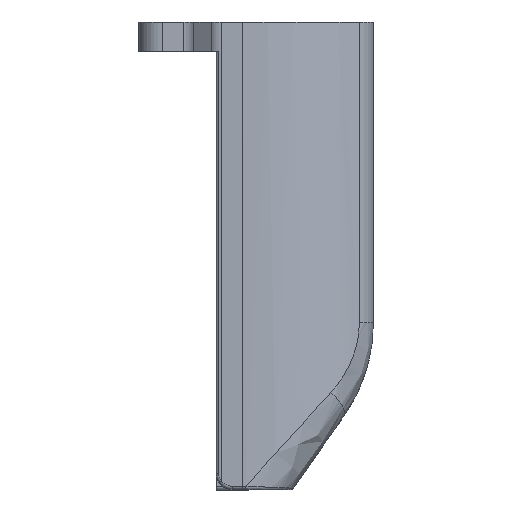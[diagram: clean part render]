
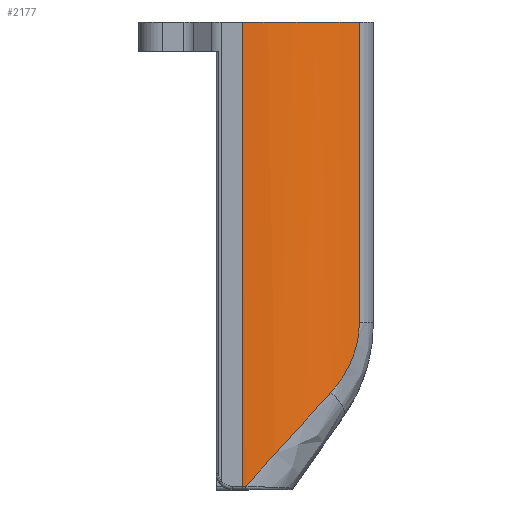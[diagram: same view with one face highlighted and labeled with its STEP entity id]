
A CAD part, top view. The second image highlights one B-rep face of the part: STEP entity #2177.
In plain terms, the highlighted cylindrical face has radius 22 mm (diameter 44 mm), a partial arc.
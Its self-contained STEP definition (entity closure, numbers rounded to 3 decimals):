
#47=CYLINDRICAL_SURFACE('',#2398,22.);
#89=ELLIPSE('',#2331,32.763,22.);
#126=CIRCLE('',#2267,22.);
#180=CIRCLE('',#2384,22.);
#238=B_SPLINE_CURVE_WITH_KNOTS('',3,(#3695,#3696,#3697,#3698,#3699),
 .UNSPECIFIED.,.F.,.F.,(4,1,4),(0.,0.537,0.94),
 .UNSPECIFIED.);
#367=FACE_OUTER_BOUND('',#499,.T.);
#499=EDGE_LOOP('',(#1780,#1781,#1782,#1783,#1784,#1785));
#658=LINE('',#4285,#808);
#659=LINE('',#4287,#809);
#808=VECTOR('',#2890,10.);
#809=VECTOR('',#2893,10.);
#896=VERTEX_POINT('',#3252);
#897=VERTEX_POINT('',#3254);
#968=VERTEX_POINT('',#3691);
#969=VERTEX_POINT('',#3693);
#970=VERTEX_POINT('',#3724);
#1007=VERTEX_POINT('',#4236);
#1105=EDGE_CURVE('',#896,#897,#126,.T.);
#1206=EDGE_CURVE('',#969,#968,#238,.T.);
#1208=EDGE_CURVE('',#968,#970,#89,.T.);
#1278=EDGE_CURVE('',#970,#1007,#180,.T.);
#1292=EDGE_CURVE('',#896,#1007,#658,.T.);
#1293=EDGE_CURVE('',#897,#969,#659,.T.);
#1780=ORIENTED_EDGE('',*,*,#1292,.T.);
#1781=ORIENTED_EDGE('',*,*,#1278,.F.);
#1782=ORIENTED_EDGE('',*,*,#1208,.F.);
#1783=ORIENTED_EDGE('',*,*,#1206,.F.);
#1784=ORIENTED_EDGE('',*,*,#1293,.F.);
#1785=ORIENTED_EDGE('',*,*,#1105,.F.);
#2177=ADVANCED_FACE('',(#367),#47,.T.);
#2267=AXIS2_PLACEMENT_3D('',#3255,#2551,#2552);
#2331=AXIS2_PLACEMENT_3D('',#3731,#2726,#2727);
#2384=AXIS2_PLACEMENT_3D('',#4237,#2856,#2857);
#2398=AXIS2_PLACEMENT_3D('',#4286,#2891,#2892);
#2551=DIRECTION('center_axis',(0.,1.,0.));
#2552=DIRECTION('ref_axis',(0.383,0.,0.924));
#2726=DIRECTION('center_axis',(0.741,-0.671,0.));
#2727=DIRECTION('ref_axis',(0.671,0.741,0.));
#2856=DIRECTION('center_axis',(0.,-1.,0.));
#2857=DIRECTION('ref_axis',(0.,0.,1.));
#2890=DIRECTION('',(0.,-1.,0.));
#2891=DIRECTION('center_axis',(0.,-1.,0.));
#2892=DIRECTION('ref_axis',(0.383,0.,0.924));
#2893=DIRECTION('',(0.,-1.,0.));
#3252=CARTESIAN_POINT('',(94.087,185.65,148.053));
#3254=CARTESIAN_POINT('',(108.468,185.65,142.702));
#3255=CARTESIAN_POINT('Origin',(94.087,185.65,126.053));
#3691=CARTESIAN_POINT('',(104.958,139.983,145.18));
#3693=CARTESIAN_POINT('',(108.468,148.587,142.702));
#3695=CARTESIAN_POINT('Ctrl Pts',(108.468,148.587,142.702));
#3696=CARTESIAN_POINT('Ctrl Pts',(108.468,146.796,142.702));
#3697=CARTESIAN_POINT('Ctrl Pts',(107.723,143.686,143.382));
#3698=CARTESIAN_POINT('Ctrl Pts',(105.906,141.03,144.641));
#3699=CARTESIAN_POINT('Ctrl Pts',(104.958,139.983,145.18));
#3724=CARTESIAN_POINT('',(94.461,128.399,148.05));
#3731=CARTESIAN_POINT('Origin',(94.087,127.987,126.053));
#4236=CARTESIAN_POINT('',(94.087,128.399,148.053));
#4237=CARTESIAN_POINT('Origin',(94.087,128.399,126.053));
#4285=CARTESIAN_POINT('',(94.087,149.8,148.053));
#4286=CARTESIAN_POINT('Origin',(94.087,149.8,126.053));
#4287=CARTESIAN_POINT('',(108.468,149.8,142.702));
